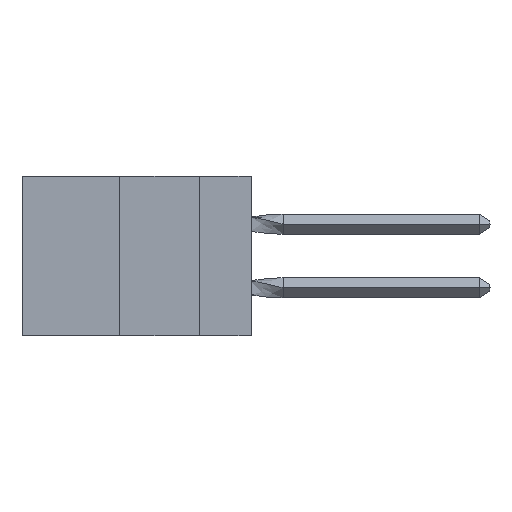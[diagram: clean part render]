
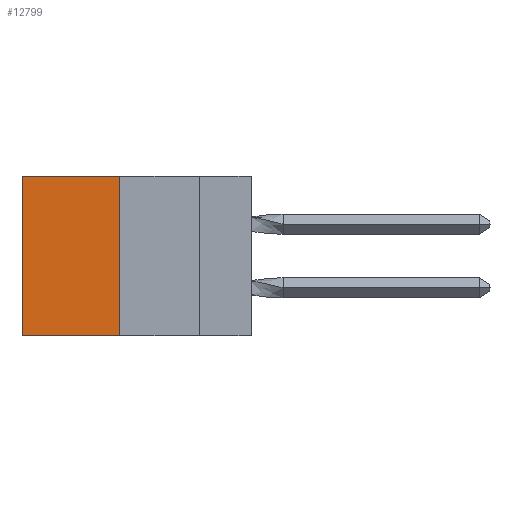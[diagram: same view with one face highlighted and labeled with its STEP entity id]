
A CAD part, left-side view. The second image highlights one B-rep face of the part: STEP entity #12799.
In plain terms, the highlighted planar face has unit normal (-1, 0, 0).
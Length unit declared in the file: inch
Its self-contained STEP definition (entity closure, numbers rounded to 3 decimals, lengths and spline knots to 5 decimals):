
#926 = AXIS2_PLACEMENT_3D ( 'NONE', #17997, #16249, #12838 ) ;
#2257 = VECTOR ( 'NONE', #18931, 39.37008 ) ;
#2361 = LINE ( 'NONE', #16158, #11223 ) ;
#4430 = EDGE_CURVE ( 'NONE', #11430, #10365, #2361, .T. ) ;
#5025 = ORIENTED_EDGE ( 'NONE', *, *, #4430, .T. ) ;
#5290 = LINE ( 'NONE', #14378, #8054 ) ;
#5753 = CARTESIAN_POINT ( 'NONE',  ( 0.305, 0.413, 0. ) ) ;
#6083 = VECTOR ( 'NONE', #16495, 39.37008 ) ;
#7369 = EDGE_CURVE ( 'NONE', #21855, #11430, #16339, .T. ) ;
#7712 = CARTESIAN_POINT ( 'NONE',  ( 0.305, 0.413, 0. ) ) ;
#8054 = VECTOR ( 'NONE', #12290, 39.37008 ) ;
#8723 = ORIENTED_EDGE ( 'NONE', *, *, #14990, .F. ) ;
#9208 = LINE ( 'NONE', #18773, #2257 ) ;
#9910 = CARTESIAN_POINT ( 'NONE',  ( 0.305, 0.72, 0. ) ) ;
#10365 = VERTEX_POINT ( 'NONE', #19645 ) ;
#11223 = VECTOR ( 'NONE', #20291, 39.37008 ) ;
#11430 = VERTEX_POINT ( 'NONE', #9910 ) ;
#12068 = FACE_OUTER_BOUND ( 'NONE', #15489, .T. ) ;
#12290 = DIRECTION ( 'NONE',  ( 0., 0., -1. ) ) ;
#12610 = PLANE ( 'NONE',  #926 ) ;
#12799 = ADVANCED_FACE ( 'NONE', ( #12068 ), #12610, .F. ) ;
#12838 = DIRECTION ( 'NONE',  ( 0., 0., -1. ) ) ;
#12856 = VERTEX_POINT ( 'NONE', #16406 ) ;
#13606 = ORIENTED_EDGE ( 'NONE', *, *, #7369, .T. ) ;
#14378 = CARTESIAN_POINT ( 'NONE',  ( 0.305, 0.413, -0.5 ) ) ;
#14990 = EDGE_CURVE ( 'NONE', #12856, #10365, #9208, .T. ) ;
#15489 = EDGE_LOOP ( 'NONE', ( #5025, #8723, #16999, #13606 ) ) ;
#16158 = CARTESIAN_POINT ( 'NONE',  ( 0.305, 0.72, -0.5 ) ) ;
#16249 = DIRECTION ( 'NONE',  ( 1., 0., 0. ) ) ;
#16339 = LINE ( 'NONE', #7712, #6083 ) ;
#16406 = CARTESIAN_POINT ( 'NONE',  ( 0.305, 0.413, -0.5 ) ) ;
#16495 = DIRECTION ( 'NONE',  ( 0., 1., 0. ) ) ;
#16999 = ORIENTED_EDGE ( 'NONE', *, *, #19260, .F. ) ;
#17997 = CARTESIAN_POINT ( 'NONE',  ( 0.305, 0.413, -0.5 ) ) ;
#18773 = CARTESIAN_POINT ( 'NONE',  ( 0.305, 0.413, -0.5 ) ) ;
#18931 = DIRECTION ( 'NONE',  ( 0., 1., 0. ) ) ;
#19260 = EDGE_CURVE ( 'NONE', #21855, #12856, #5290, .T. ) ;
#19645 = CARTESIAN_POINT ( 'NONE',  ( 0.305, 0.72, -0.5 ) ) ;
#20291 = DIRECTION ( 'NONE',  ( 0., 0., -1. ) ) ;
#21855 = VERTEX_POINT ( 'NONE', #5753 ) ;
